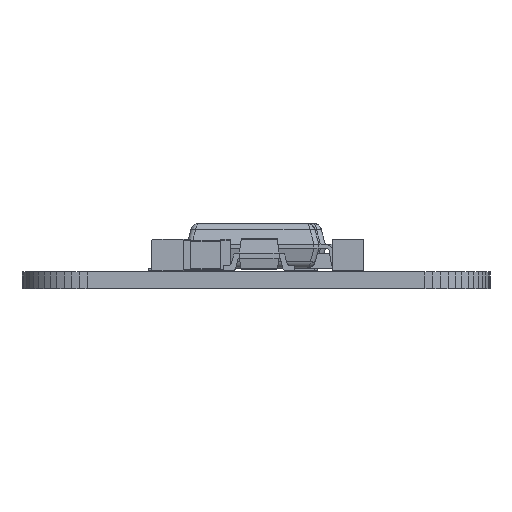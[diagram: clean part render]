
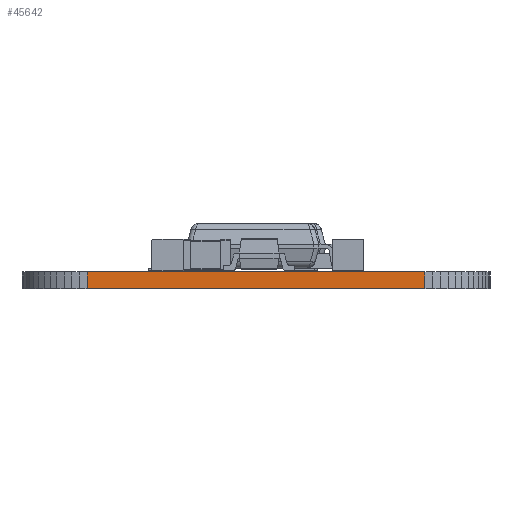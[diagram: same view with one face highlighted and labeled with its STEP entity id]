
A CAD part, front view. The second image highlights one B-rep face of the part: STEP entity #45642.
In plain terms, the highlighted planar face has unit normal (0, -1, 0).
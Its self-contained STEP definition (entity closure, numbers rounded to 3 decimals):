
#36371 = PLANE('',#36372);
#36372 = AXIS2_PLACEMENT_3D('',#36373,#36374,#36375);
#36373 = CARTESIAN_POINT('',(7.619,-39.167,0.68));
#36374 = DIRECTION('',(-0.,-0.,-1.));
#36375 = DIRECTION('',(-1.,0.,0.));
#36425 = PLANE('',#36426);
#36426 = AXIS2_PLACEMENT_3D('',#36427,#36428,#36429);
#36427 = CARTESIAN_POINT('',(7.619,-39.167,0.));
#36428 = DIRECTION('',(-0.,-0.,-1.));
#36429 = DIRECTION('',(-1.,0.,0.));
#37262 = VERTEX_POINT('',#37263);
#37263 = CARTESIAN_POINT('',(14.404,-81.354,0.));
#37277 = PLANE('',#37278);
#37278 = AXIS2_PLACEMENT_3D('',#37279,#37280,#37281);
#37279 = CARTESIAN_POINT('',(14.719,-81.335,0.));
#37280 = DIRECTION('',(0.06,-0.998,0.));
#37281 = DIRECTION('',(-0.998,-0.06,0.));
#37289 = EDGE_CURVE('',#37262,#37290,#37292,.T.);
#37290 = VERTEX_POINT('',#37291);
#37291 = CARTESIAN_POINT('',(0.836,-81.354,0.));
#37292 = SURFACE_CURVE('',#37293,(#37297,#37304),.PCURVE_S1.);
#37293 = LINE('',#37294,#37295);
#37294 = CARTESIAN_POINT('',(14.404,-81.354,0.));
#37295 = VECTOR('',#37296,1.);
#37296 = DIRECTION('',(-1.,0.,0.));
#37297 = PCURVE('',#36425,#37298);
#37298 = DEFINITIONAL_REPRESENTATION('',(#37299),#37303);
#37299 = LINE('',#37300,#37301);
#37300 = CARTESIAN_POINT('',(-6.785,-42.187));
#37301 = VECTOR('',#37302,1.);
#37302 = DIRECTION('',(1.,0.));
#37303 = ( GEOMETRIC_REPRESENTATION_CONTEXT(2) 
PARAMETRIC_REPRESENTATION_CONTEXT() REPRESENTATION_CONTEXT('2D SPACE',''
  ) );
#37304 = PCURVE('',#37305,#37310);
#37305 = PLANE('',#37306);
#37306 = AXIS2_PLACEMENT_3D('',#37307,#37308,#37309);
#37307 = CARTESIAN_POINT('',(14.404,-81.354,0.));
#37308 = DIRECTION('',(0.,-1.,0.));
#37309 = DIRECTION('',(-1.,0.,0.));
#37310 = DEFINITIONAL_REPRESENTATION('',(#37311),#37315);
#37311 = LINE('',#37312,#37313);
#37312 = CARTESIAN_POINT('',(0.,0.));
#37313 = VECTOR('',#37314,1.);
#37314 = DIRECTION('',(1.,0.));
#37315 = ( GEOMETRIC_REPRESENTATION_CONTEXT(2) 
PARAMETRIC_REPRESENTATION_CONTEXT() REPRESENTATION_CONTEXT('2D SPACE',''
  ) );
#37333 = PLANE('',#37334);
#37334 = AXIS2_PLACEMENT_3D('',#37335,#37336,#37337);
#37335 = CARTESIAN_POINT('',(0.836,-81.354,0.));
#37336 = DIRECTION('',(-0.06,-0.998,0.));
#37337 = DIRECTION('',(-0.998,0.06,0.));
#41313 = VERTEX_POINT('',#41314);
#41314 = CARTESIAN_POINT('',(14.404,-81.354,0.68));
#41335 = EDGE_CURVE('',#41313,#41336,#41338,.T.);
#41336 = VERTEX_POINT('',#41337);
#41337 = CARTESIAN_POINT('',(0.836,-81.354,0.68));
#41338 = SURFACE_CURVE('',#41339,(#41343,#41350),.PCURVE_S1.);
#41339 = LINE('',#41340,#41341);
#41340 = CARTESIAN_POINT('',(14.404,-81.354,0.68));
#41341 = VECTOR('',#41342,1.);
#41342 = DIRECTION('',(-1.,0.,0.));
#41343 = PCURVE('',#36371,#41344);
#41344 = DEFINITIONAL_REPRESENTATION('',(#41345),#41349);
#41345 = LINE('',#41346,#41347);
#41346 = CARTESIAN_POINT('',(-6.785,-42.187));
#41347 = VECTOR('',#41348,1.);
#41348 = DIRECTION('',(1.,0.));
#41349 = ( GEOMETRIC_REPRESENTATION_CONTEXT(2) 
PARAMETRIC_REPRESENTATION_CONTEXT() REPRESENTATION_CONTEXT('2D SPACE',''
  ) );
#41350 = PCURVE('',#37305,#41351);
#41351 = DEFINITIONAL_REPRESENTATION('',(#41352),#41356);
#41352 = LINE('',#41353,#41354);
#41353 = CARTESIAN_POINT('',(0.,-0.68));
#41354 = VECTOR('',#41355,1.);
#41355 = DIRECTION('',(1.,0.));
#41356 = ( GEOMETRIC_REPRESENTATION_CONTEXT(2) 
PARAMETRIC_REPRESENTATION_CONTEXT() REPRESENTATION_CONTEXT('2D SPACE',''
  ) );
#45594 = EDGE_CURVE('',#37262,#41313,#45595,.T.);
#45595 = SURFACE_CURVE('',#45596,(#45600,#45607),.PCURVE_S1.);
#45596 = LINE('',#45597,#45598);
#45597 = CARTESIAN_POINT('',(14.404,-81.354,0.));
#45598 = VECTOR('',#45599,1.);
#45599 = DIRECTION('',(0.,0.,1.));
#45600 = PCURVE('',#37277,#45601);
#45601 = DEFINITIONAL_REPRESENTATION('',(#45602),#45606);
#45602 = LINE('',#45603,#45604);
#45603 = CARTESIAN_POINT('',(0.316,0.));
#45604 = VECTOR('',#45605,1.);
#45605 = DIRECTION('',(0.,-1.));
#45606 = ( GEOMETRIC_REPRESENTATION_CONTEXT(2) 
PARAMETRIC_REPRESENTATION_CONTEXT() REPRESENTATION_CONTEXT('2D SPACE',''
  ) );
#45607 = PCURVE('',#37305,#45608);
#45608 = DEFINITIONAL_REPRESENTATION('',(#45609),#45613);
#45609 = LINE('',#45610,#45611);
#45610 = CARTESIAN_POINT('',(0.,0.));
#45611 = VECTOR('',#45612,1.);
#45612 = DIRECTION('',(0.,-1.));
#45613 = ( GEOMETRIC_REPRESENTATION_CONTEXT(2) 
PARAMETRIC_REPRESENTATION_CONTEXT() REPRESENTATION_CONTEXT('2D SPACE',''
  ) );
#45642 = ADVANCED_FACE('',(#45643),#37305,.T.);
#45643 = FACE_BOUND('',#45644,.T.);
#45644 = EDGE_LOOP('',(#45645,#45646,#45647,#45668));
#45645 = ORIENTED_EDGE('',*,*,#45594,.T.);
#45646 = ORIENTED_EDGE('',*,*,#41335,.T.);
#45647 = ORIENTED_EDGE('',*,*,#45648,.F.);
#45648 = EDGE_CURVE('',#37290,#41336,#45649,.T.);
#45649 = SURFACE_CURVE('',#45650,(#45654,#45661),.PCURVE_S1.);
#45650 = LINE('',#45651,#45652);
#45651 = CARTESIAN_POINT('',(0.836,-81.354,0.));
#45652 = VECTOR('',#45653,1.);
#45653 = DIRECTION('',(0.,0.,1.));
#45654 = PCURVE('',#37305,#45655);
#45655 = DEFINITIONAL_REPRESENTATION('',(#45656),#45660);
#45656 = LINE('',#45657,#45658);
#45657 = CARTESIAN_POINT('',(13.569,0.));
#45658 = VECTOR('',#45659,1.);
#45659 = DIRECTION('',(0.,-1.));
#45660 = ( GEOMETRIC_REPRESENTATION_CONTEXT(2) 
PARAMETRIC_REPRESENTATION_CONTEXT() REPRESENTATION_CONTEXT('2D SPACE',''
  ) );
#45661 = PCURVE('',#37333,#45662);
#45662 = DEFINITIONAL_REPRESENTATION('',(#45663),#45667);
#45663 = LINE('',#45664,#45665);
#45664 = CARTESIAN_POINT('',(0.,0.));
#45665 = VECTOR('',#45666,1.);
#45666 = DIRECTION('',(0.,-1.));
#45667 = ( GEOMETRIC_REPRESENTATION_CONTEXT(2) 
PARAMETRIC_REPRESENTATION_CONTEXT() REPRESENTATION_CONTEXT('2D SPACE',''
  ) );
#45668 = ORIENTED_EDGE('',*,*,#37289,.F.);
